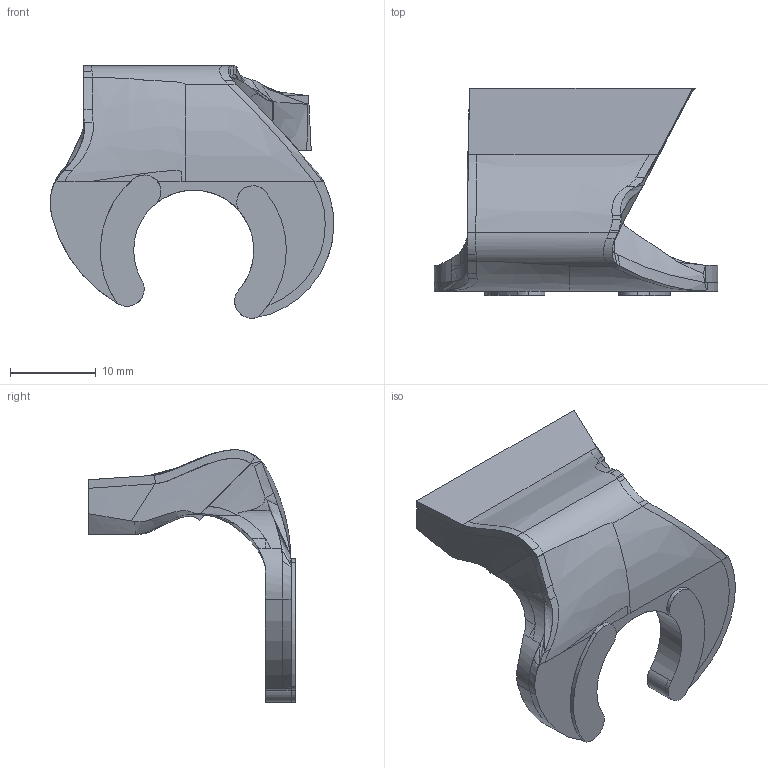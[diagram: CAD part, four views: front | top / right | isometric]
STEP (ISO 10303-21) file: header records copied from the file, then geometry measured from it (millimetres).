
FILE_DESCRIPTION (( 'STEP AP203' ), '1' );
FILE_NAME ('PartCoolingDuctWithSurfaces.STEP', '2023-05-11T17:06:48', ( '' ), ( '' ), 'SwSTEP 2.0', 'SolidWorks 2022', '' );
FILE_SCHEMA (( 'CONFIG_CONTROL_DESIGN' ));
Length unit declared in the file: millimetre
Products named in the file (1): PartCoolingDuctWithSurfaces
Bounding box: 33.06 x 24.1 x 29.43 mm (x, y, z)
Surface area: 2704.4 mm2 (no closed solid volume)
Topology: 0 solids, 16 shells, 118 faces, 356 edges, 250 vertices
Faces by surface type: bspline 77, cylinder 28, plane 13
Entity records: 11573 total; most frequent: CARTESIAN_POINT 9002, ORIENTED_EDGE 549, EDGE_CURVE 350, DIRECTION 311, VERTEX_POINT 246, B_SPLINE_CURVE_WITH_KNOTS 182, ADVANCED_FACE 118, FACE_OUTER_BOUND 117
